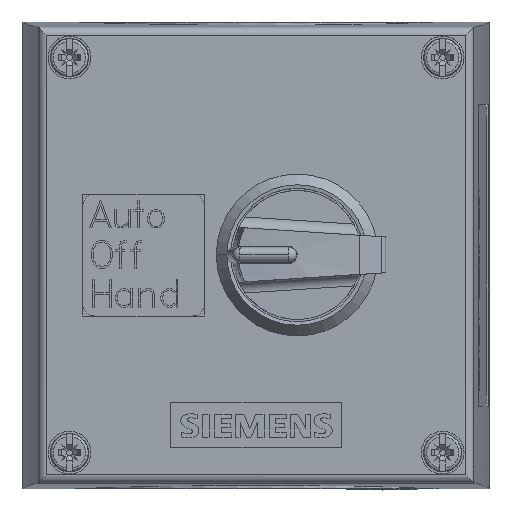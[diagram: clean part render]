
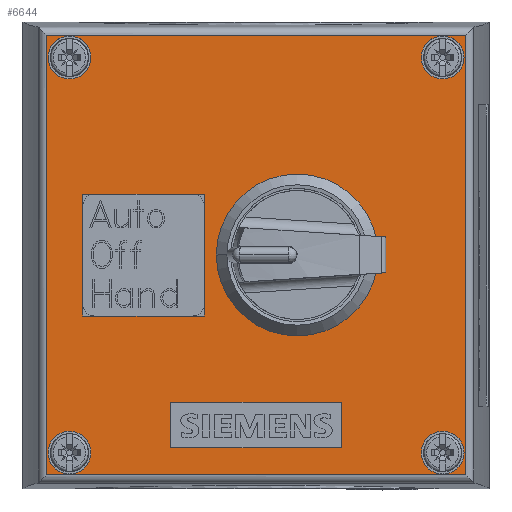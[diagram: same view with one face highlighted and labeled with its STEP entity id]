
A CAD part, top view. The second image highlights one B-rep face of the part: STEP entity #6644.
In plain terms, the highlighted planar face has unit normal (0, 0, 1).
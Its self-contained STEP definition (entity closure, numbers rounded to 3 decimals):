
#6644=ADVANCED_FACE('',(#14433,#14434,#14435,#14436,#14437,#14438,#14439,#14440),#14441,.T.);
#14433=FACE_OUTER_BOUND('',#23621,.T.);
#14434=FACE_BOUND('',#23622,.T.);
#14435=FACE_BOUND('',#23623,.T.);
#14436=FACE_BOUND('',#23624,.T.);
#14437=FACE_BOUND('',#23625,.T.);
#14438=FACE_BOUND('',#23626,.T.);
#14439=FACE_BOUND('',#23627,.T.);
#14440=FACE_BOUND('',#23628,.T.);
#14441=PLANE('',#23629);
#23621=EDGE_LOOP('',(#48355,#48356,#48357,#48358));
#23622=EDGE_LOOP('',(#48359,#48360));
#23623=EDGE_LOOP('',(#48361,#48362));
#23624=EDGE_LOOP('',(#48363,#48364));
#23625=EDGE_LOOP('',(#48365,#48366));
#23626=EDGE_LOOP('',(#48367,#48368,#48369,#48370));
#23627=EDGE_LOOP('',(#48371,#48372,#48373,#48374));
#23628=EDGE_LOOP('',(#48375,#48376));
#23629=AXIS2_PLACEMENT_3D('',#48377,#48378,#48379);
#48355=ORIENTED_EDGE('',*,*,#54941,.T.);
#48356=ORIENTED_EDGE('',*,*,#54937,.F.);
#48357=ORIENTED_EDGE('',*,*,#54944,.F.);
#48358=ORIENTED_EDGE('',*,*,#54945,.F.);
#48359=ORIENTED_EDGE('',*,*,#50166,.T.);
#48360=ORIENTED_EDGE('',*,*,#54495,.T.);
#48361=ORIENTED_EDGE('',*,*,#50161,.T.);
#48362=ORIENTED_EDGE('',*,*,#54499,.T.);
#48363=ORIENTED_EDGE('',*,*,#50156,.T.);
#48364=ORIENTED_EDGE('',*,*,#54503,.T.);
#48365=ORIENTED_EDGE('',*,*,#50151,.T.);
#48366=ORIENTED_EDGE('',*,*,#54507,.T.);
#48367=ORIENTED_EDGE('',*,*,#54888,.T.);
#48368=ORIENTED_EDGE('',*,*,#54897,.T.);
#48369=ORIENTED_EDGE('',*,*,#54894,.T.);
#48370=ORIENTED_EDGE('',*,*,#54891,.T.);
#48371=ORIENTED_EDGE('',*,*,#54923,.T.);
#48372=ORIENTED_EDGE('',*,*,#54931,.T.);
#48373=ORIENTED_EDGE('',*,*,#54929,.T.);
#48374=ORIENTED_EDGE('',*,*,#54926,.T.);
#48375=ORIENTED_EDGE('',*,*,#50146,.T.);
#48376=ORIENTED_EDGE('',*,*,#54933,.T.);
#48377=CARTESIAN_POINT('',(42.537,85.2,64.0));
#48378=DIRECTION('',(0.0,0.0,1.0));
#48379=DIRECTION('',(1.0,0.0,0.0));
#50146=EDGE_CURVE('',#55704,#55708,#55710,.T.);
#50151=EDGE_CURVE('',#55713,#55717,#55719,.T.);
#50156=EDGE_CURVE('',#55722,#55726,#55728,.T.);
#50161=EDGE_CURVE('',#55731,#55735,#55737,.T.);
#50166=EDGE_CURVE('',#55740,#55744,#55746,.T.);
#54495=EDGE_CURVE('',#55744,#55740,#61998,.T.);
#54499=EDGE_CURVE('',#55735,#55731,#62002,.T.);
#54503=EDGE_CURVE('',#55726,#55722,#62006,.T.);
#54507=EDGE_CURVE('',#55717,#55713,#62010,.T.);
#54888=EDGE_CURVE('',#62578,#62576,#62579,.T.);
#54891=EDGE_CURVE('',#62582,#62578,#62583,.T.);
#54894=EDGE_CURVE('',#62586,#62582,#62587,.T.);
#54897=EDGE_CURVE('',#62576,#62586,#62590,.T.);
#54923=EDGE_CURVE('',#62626,#62628,#62630,.T.);
#54926=EDGE_CURVE('',#62632,#62626,#62634,.T.);
#54929=EDGE_CURVE('',#62636,#62632,#62638,.T.);
#54931=EDGE_CURVE('',#62628,#62636,#62640,.T.);
#54933=EDGE_CURVE('',#55708,#55704,#62642,.T.);
#54937=EDGE_CURVE('',#62646,#62648,#62649,.T.);
#54941=EDGE_CURVE('',#62653,#62648,#62654,.T.);
#54944=EDGE_CURVE('',#62657,#62646,#62658,.T.);
#54945=EDGE_CURVE('',#62653,#62657,#62659,.T.);
#55704=VERTEX_POINT('',#64137);
#55708=VERTEX_POINT('',#64175);
#55710=CIRCLE('',#64178,11.25);
#55713=VERTEX_POINT('',#64181);
#55717=VERTEX_POINT('',#64186);
#55719=CIRCLE('',#64189,3.9);
#55722=VERTEX_POINT('',#64192);
#55726=VERTEX_POINT('',#64197);
#55728=CIRCLE('',#64200,3.9);
#55731=VERTEX_POINT('',#64203);
#55735=VERTEX_POINT('',#64208);
#55737=CIRCLE('',#64211,3.9);
#55740=VERTEX_POINT('',#64214);
#55744=VERTEX_POINT('',#64219);
#55746=CIRCLE('',#64222,3.9);
#61998=CIRCLE('',#73932,3.9);
#62002=CIRCLE('',#73936,3.9);
#62006=CIRCLE('',#73940,3.9);
#62010=CIRCLE('',#73944,3.9);
#62576=VERTEX_POINT('',#74719);
#62578=VERTEX_POINT('',#74722);
#62579=LINE('',#74723,#74724);
#62582=VERTEX_POINT('',#74728);
#62583=LINE('',#74729,#74730);
#62586=VERTEX_POINT('',#74734);
#62587=LINE('',#74735,#74736);
#62590=LINE('',#74740,#74741);
#62626=VERTEX_POINT('',#74791);
#62628=VERTEX_POINT('',#74794);
#62630=LINE('',#74797,#74798);
#62632=VERTEX_POINT('',#74800);
#62634=LINE('',#74803,#74804);
#62636=VERTEX_POINT('',#74806);
#62638=LINE('',#74809,#74810);
#62640=LINE('',#74812,#74813);
#62642=CIRCLE('',#74815,11.25);
#62646=VERTEX_POINT('',#74822);
#62648=VERTEX_POINT('',#74824);
#62649=LINE('',#74825,#74826);
#62653=VERTEX_POINT('',#74830);
#62654=LINE('',#74831,#74832);
#62657=VERTEX_POINT('',#74835);
#62658=LINE('',#74836,#74837);
#62659=LINE('',#74838,#74839);
#64137=CARTESIAN_POINT('',(61.288,42.7,64.0));
#64175=CARTESIAN_POINT('',(38.788,42.7,64.0));
#64178=AXIS2_PLACEMENT_3D('',#75519,#75520,#75521);
#64181=CARTESIAN_POINT('',(12.438,6.7,64.0));
#64186=CARTESIAN_POINT('',(4.638,6.7,64.0));
#64189=AXIS2_PLACEMENT_3D('',#75527,#75528,#75529);
#64192=CARTESIAN_POINT('',(12.438,78.7,64.0));
#64197=CARTESIAN_POINT('',(4.638,78.7,64.0));
#64200=AXIS2_PLACEMENT_3D('',#75535,#75536,#75537);
#64203=CARTESIAN_POINT('',(80.438,6.7,64.0));
#64208=CARTESIAN_POINT('',(72.638,6.7,64.0));
#64211=AXIS2_PLACEMENT_3D('',#75543,#75544,#75545);
#64214=CARTESIAN_POINT('',(80.438,78.7,64.0));
#64219=CARTESIAN_POINT('',(72.638,78.7,64.0));
#64222=AXIS2_PLACEMENT_3D('',#75551,#75552,#75553);
#73932=AXIS2_PLACEMENT_3D('',#78882,#78883,#78884);
#73936=AXIS2_PLACEMENT_3D('',#78888,#78889,#78890);
#73940=AXIS2_PLACEMENT_3D('',#78894,#78895,#78896);
#73944=AXIS2_PLACEMENT_3D('',#78900,#78901,#78902);
#74719=CARTESIAN_POINT('',(58.088,7.55,64.0));
#74722=CARTESIAN_POINT('',(58.088,15.85,64.0));
#74723=CARTESIAN_POINT('',(58.088,48.45,64.0));
#74724=VECTOR('',#79320,1.0);
#74728=CARTESIAN_POINT('',(26.988,15.85,64.0));
#74729=CARTESIAN_POINT('',(42.537,15.85,64.0));
#74730=VECTOR('',#79322,1.0);
#74734=CARTESIAN_POINT('',(26.988,7.55,64.0));
#74735=CARTESIAN_POINT('',(26.988,48.45,64.0));
#74736=VECTOR('',#79324,1.0);
#74740=CARTESIAN_POINT('',(42.537,7.55,64.0));
#74741=VECTOR('',#79326,1.0);
#74791=CARTESIAN_POINT('',(10.938,53.8,64.0));
#74794=CARTESIAN_POINT('',(33.138,53.8,64.0));
#74797=CARTESIAN_POINT('',(32.287,53.8,64.0));
#74798=VECTOR('',#79349,1.0);
#74800=CARTESIAN_POINT('',(10.938,31.6,64.0));
#74803=CARTESIAN_POINT('',(10.938,63.95,64.0));
#74804=VECTOR('',#79351,1.0);
#74806=CARTESIAN_POINT('',(33.138,31.6,64.0));
#74809=CARTESIAN_POINT('',(32.287,31.6,64.0));
#74810=VECTOR('',#79353,1.0);
#74812=CARTESIAN_POINT('',(33.138,63.95,64.0));
#74813=VECTOR('',#79354,1.0);
#74815=AXIS2_PLACEMENT_3D('',#79355,#79356,#79357);
#74822=CARTESIAN_POINT('',(80.714,2.656,64.0));
#74824=CARTESIAN_POINT('',(4.361,2.656,64.0));
#74825=CARTESIAN_POINT('',(42.537,2.656,64.0));
#74826=VECTOR('',#79361,1.0);
#74830=CARTESIAN_POINT('',(4.361,82.744,64.0));
#74831=CARTESIAN_POINT('',(4.361,85.2,64.0));
#74832=VECTOR('',#79365,1.0);
#74835=CARTESIAN_POINT('',(80.714,82.744,64.0));
#74836=CARTESIAN_POINT('',(80.714,85.2,64.0));
#74837=VECTOR('',#79369,1.0);
#74838=CARTESIAN_POINT('',(42.537,82.744,64.0));
#74839=VECTOR('',#79370,1.0);
#75519=CARTESIAN_POINT('',(50.038,42.7,64.0));
#75520=DIRECTION('',(0.0,0.0,-1.0));
#75521=DIRECTION('',(1.0,0.0,0.0));
#75527=CARTESIAN_POINT('',(8.538,6.7,64.0));
#75528=DIRECTION('',(0.0,0.0,-1.0));
#75529=DIRECTION('',(1.0,0.0,0.0));
#75535=CARTESIAN_POINT('',(8.538,78.7,64.0));
#75536=DIRECTION('',(0.0,0.0,-1.0));
#75537=DIRECTION('',(1.0,0.0,0.0));
#75543=CARTESIAN_POINT('',(76.538,6.7,64.0));
#75544=DIRECTION('',(0.0,0.0,-1.0));
#75545=DIRECTION('',(1.0,0.0,0.0));
#75551=CARTESIAN_POINT('',(76.538,78.7,64.0));
#75552=DIRECTION('',(0.0,0.0,-1.0));
#75553=DIRECTION('',(1.0,0.0,0.0));
#78882=CARTESIAN_POINT('',(76.538,78.7,64.0));
#78883=DIRECTION('',(0.0,0.0,-1.0));
#78884=DIRECTION('',(1.0,0.0,0.0));
#78888=CARTESIAN_POINT('',(76.538,6.7,64.0));
#78889=DIRECTION('',(0.0,0.0,-1.0));
#78890=DIRECTION('',(1.0,0.0,0.0));
#78894=CARTESIAN_POINT('',(8.538,78.7,64.0));
#78895=DIRECTION('',(0.0,0.0,-1.0));
#78896=DIRECTION('',(1.0,0.0,0.0));
#78900=CARTESIAN_POINT('',(8.538,6.7,64.0));
#78901=DIRECTION('',(0.0,0.0,-1.0));
#78902=DIRECTION('',(1.0,0.0,0.0));
#79320=DIRECTION('',(0.0,-1.0,0.0));
#79322=DIRECTION('',(1.0,0.0,0.0));
#79324=DIRECTION('',(0.0,1.0,0.0));
#79326=DIRECTION('',(-1.0,0.0,0.0));
#79349=DIRECTION('',(1.0,0.0,0.0));
#79351=DIRECTION('',(0.0,1.0,0.0));
#79353=DIRECTION('',(-1.0,0.0,0.0));
#79354=DIRECTION('',(0.0,-1.0,0.0));
#79355=CARTESIAN_POINT('',(50.038,42.7,64.0));
#79356=DIRECTION('',(0.0,0.0,-1.0));
#79357=DIRECTION('',(1.0,0.0,0.0));
#79361=DIRECTION('',(-1.0,0.0,0.0));
#79365=DIRECTION('',(0.0,-1.0,0.0));
#79369=DIRECTION('',(0.0,-1.0,0.0));
#79370=DIRECTION('',(1.0,0.0,0.0));
